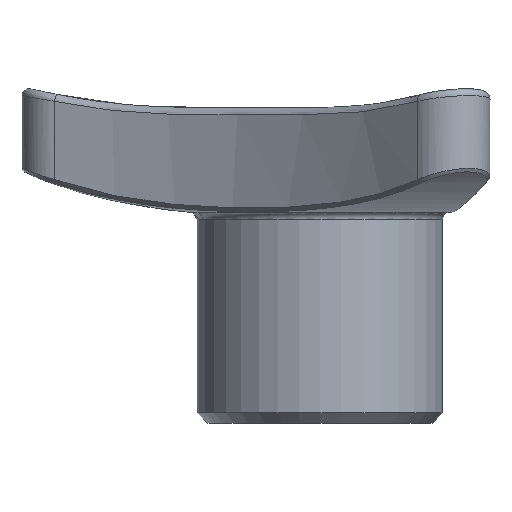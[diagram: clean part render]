
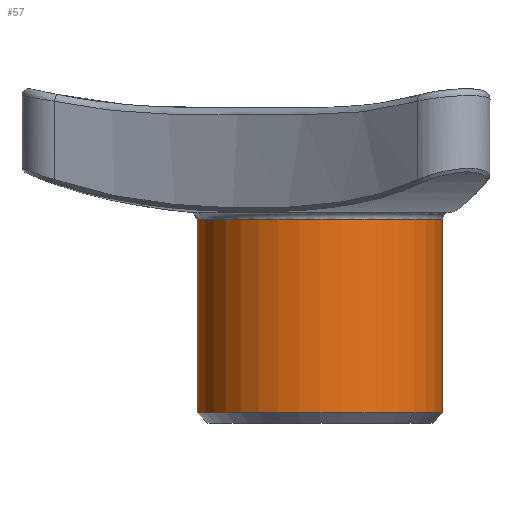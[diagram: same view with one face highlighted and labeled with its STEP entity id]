
A CAD part, left-side view. The second image highlights one B-rep face of the part: STEP entity #57.
In plain terms, the highlighted cylindrical face has radius 17.5 mm (diameter 35 mm), a full revolution.
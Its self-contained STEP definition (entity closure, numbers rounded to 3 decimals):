
#57 = ADVANCED_FACE( '', ( #138, #139 ), #140, .T. );
#138 = FACE_OUTER_BOUND( '', #251, .T. );
#139 = FACE_OUTER_BOUND( '', #252, .T. );
#140 = CYLINDRICAL_SURFACE( '', #253, 17.5 );
#251 = EDGE_LOOP( '', ( #2138 ) );
#252 = EDGE_LOOP( '', ( #2139 ) );
#253 = AXIS2_PLACEMENT_3D( '', #2140, #2141, #2142 );
#2138 = ORIENTED_EDGE( '', *, *, #2333, .T. );
#2139 = ORIENTED_EDGE( '', *, *, #2334, .T. );
#2140 = CARTESIAN_POINT( '', ( 0., 0., 33.564 ) );
#2141 = DIRECTION( '', ( 0., 0., -1. ) );
#2142 = DIRECTION( '', ( 1., 0., 0. ) );
#2333 = EDGE_CURVE( '', #2425, #2425, #2426, .T. );
#2334 = EDGE_CURVE( '', #2427, #2427, #2428, .F. );
#2425 = VERTEX_POINT( '', #3000 );
#2426 = CIRCLE( '', #3001, 17.5 );
#2427 = VERTEX_POINT( '', #3002 );
#2428 = CIRCLE( '', #3003, 17.5 );
#3000 = CARTESIAN_POINT( '', ( 17.5, 0., 1.5 ) );
#3001 = AXIS2_PLACEMENT_3D( '', #3975, #3976, #3977 );
#3002 = CARTESIAN_POINT( '', ( 17.5, 0., 29.081 ) );
#3003 = AXIS2_PLACEMENT_3D( '', #3978, #3979, #3980 );
#3975 = CARTESIAN_POINT( '', ( 0., 0., 1.5 ) );
#3976 = DIRECTION( '', ( 0., 0., 1. ) );
#3977 = DIRECTION( '', ( 1., 0., 0. ) );
#3978 = CARTESIAN_POINT( '', ( 0., 0., 29.081 ) );
#3979 = DIRECTION( '', ( 0., 0., 1. ) );
#3980 = DIRECTION( '', ( 1., 0., 0. ) );
